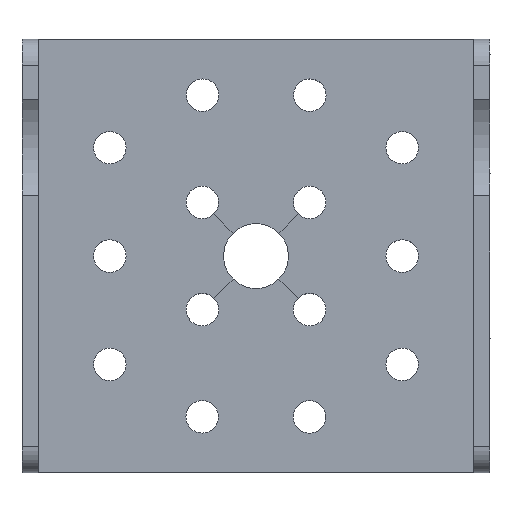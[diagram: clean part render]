
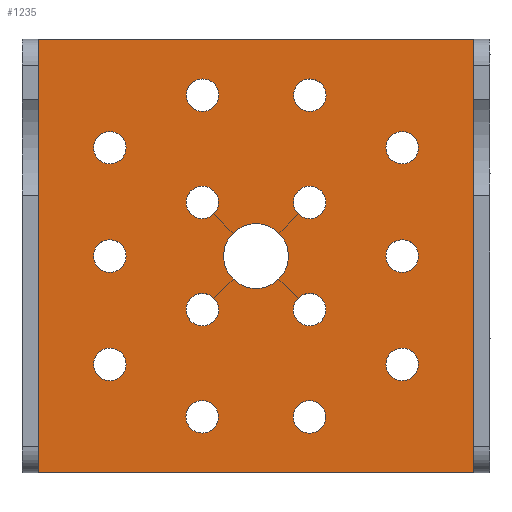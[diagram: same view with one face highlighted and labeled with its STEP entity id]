
A CAD part, top view. The second image highlights one B-rep face of the part: STEP entity #1235.
In plain terms, the highlighted planar face has unit normal (0, 0, 1).
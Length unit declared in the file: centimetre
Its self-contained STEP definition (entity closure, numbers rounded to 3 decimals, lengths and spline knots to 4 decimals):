
#24=PLANE($,#1351);
#46=LINE($,#1882,#130);
#50=LINE($,#1891,#134);
#54=LINE($,#1901,#138);
#55=LINE($,#1903,#139);
#59=LINE($,#1912,#143);
#63=LINE($,#1924,#147);
#66=LINE($,#1931,#150);
#70=LINE($,#1943,#154);
#73=LINE($,#1950,#157);
#77=LINE($,#1962,#161);
#80=LINE($,#1969,#164);
#83=LINE($,#1976,#167);
#130=VECTOR($,#1503,1.);
#134=VECTOR($,#1511,1.);
#138=VECTOR($,#1521,1.);
#139=VECTOR($,#1524,1.);
#143=VECTOR($,#1530,1.);
#147=VECTOR($,#1542,1.);
#150=VECTOR($,#1553,1.);
#154=VECTOR($,#1565,1.);
#157=VECTOR($,#1576,1.);
#161=VECTOR($,#1588,1.);
#164=VECTOR($,#1599,1.);
#167=VECTOR($,#1610,1.);
#221=FACE_BOUND($,#385,.T.);
#222=FACE_BOUND($,#386,.T.);
#223=FACE_BOUND($,#387,.T.);
#224=FACE_BOUND($,#388,.T.);
#225=FACE_BOUND($,#389,.T.);
#226=FACE_BOUND($,#390,.T.);
#227=FACE_BOUND($,#391,.T.);
#228=FACE_BOUND($,#392,.T.);
#229=FACE_BOUND($,#393,.T.);
#230=FACE_BOUND($,#394,.T.);
#231=FACE_BOUND($,#395,.T.);
#232=FACE_BOUND($,#396,.T.);
#385=EDGE_LOOP($,(#945));
#386=EDGE_LOOP($,(#946));
#387=EDGE_LOOP($,(#947));
#388=EDGE_LOOP($,(#948));
#389=EDGE_LOOP($,(#949));
#390=EDGE_LOOP($,(#950));
#391=EDGE_LOOP($,(#951));
#392=EDGE_LOOP($,(#952));
#393=EDGE_LOOP($,(#953));
#394=EDGE_LOOP($,(#954));
#395=EDGE_LOOP($,(#955,#956,#957,#958,#959,#960,#961,#962,#963,#964,#965,
#966,#967,#968,#969,#970));
#396=EDGE_LOOP($,(#971,#972,#973,#974));
#476=CIRCLE($,#1281,0.15);
#478=CIRCLE($,#1284,0.15);
#480=CIRCLE($,#1287,0.15);
#482=CIRCLE($,#1290,0.15);
#484=CIRCLE($,#1293,0.15);
#486=CIRCLE($,#1296,0.15);
#487=CIRCLE($,#1298,0.15);
#489=CIRCLE($,#1301,0.15);
#491=CIRCLE($,#1304,0.15);
#493=CIRCLE($,#1307,0.15);
#500=CIRCLE($,#1322,0.3);
#502=CIRCLE($,#1326,0.15);
#504=CIRCLE($,#1330,0.3);
#506=CIRCLE($,#1334,0.15);
#508=CIRCLE($,#1338,0.3);
#510=CIRCLE($,#1342,0.15);
#512=CIRCLE($,#1346,0.3);
#514=CIRCLE($,#1350,0.15);
#558=VERTEX_POINT($,#1822);
#560=VERTEX_POINT($,#1827);
#562=VERTEX_POINT($,#1832);
#564=VERTEX_POINT($,#1837);
#566=VERTEX_POINT($,#1842);
#568=VERTEX_POINT($,#1847);
#569=VERTEX_POINT($,#1850);
#571=VERTEX_POINT($,#1855);
#573=VERTEX_POINT($,#1860);
#575=VERTEX_POINT($,#1865);
#581=VERTEX_POINT($,#1879);
#582=VERTEX_POINT($,#1881);
#585=VERTEX_POINT($,#1889);
#588=VERTEX_POINT($,#1899);
#591=VERTEX_POINT($,#1909);
#592=VERTEX_POINT($,#1911);
#594=VERTEX_POINT($,#1917);
#596=VERTEX_POINT($,#1923);
#598=VERTEX_POINT($,#1936);
#600=VERTEX_POINT($,#1942);
#602=VERTEX_POINT($,#1955);
#604=VERTEX_POINT($,#1961);
#668=EDGE_CURVE($,#558,#558,#476,.T.);
#670=EDGE_CURVE($,#560,#560,#478,.T.);
#672=EDGE_CURVE($,#562,#562,#480,.T.);
#674=EDGE_CURVE($,#564,#564,#482,.T.);
#676=EDGE_CURVE($,#566,#566,#484,.T.);
#678=EDGE_CURVE($,#568,#568,#486,.T.);
#679=EDGE_CURVE($,#569,#569,#487,.T.);
#681=EDGE_CURVE($,#571,#571,#489,.T.);
#683=EDGE_CURVE($,#573,#573,#491,.T.);
#685=EDGE_CURVE($,#575,#575,#493,.T.);
#692=EDGE_CURVE($,#582,#581,#46,.T.);
#697=EDGE_CURVE($,#581,#585,#50,.F.);
#702=EDGE_CURVE($,#585,#588,#54,.T.);
#703=EDGE_CURVE($,#588,#582,#55,.F.);
#707=EDGE_CURVE($,#592,#591,#59,.T.);
#710=EDGE_CURVE($,#594,#592,#500,.T.);
#713=EDGE_CURVE($,#596,#594,#63,.T.);
#716=EDGE_CURVE($,#596,#596,#502,.T.);
#718=EDGE_CURVE($,#594,#596,#66,.T.);
#721=EDGE_CURVE($,#598,#594,#504,.T.);
#724=EDGE_CURVE($,#600,#598,#70,.T.);
#727=EDGE_CURVE($,#600,#600,#506,.T.);
#729=EDGE_CURVE($,#598,#600,#73,.T.);
#732=EDGE_CURVE($,#602,#598,#508,.T.);
#735=EDGE_CURVE($,#604,#602,#77,.T.);
#738=EDGE_CURVE($,#604,#604,#510,.T.);
#740=EDGE_CURVE($,#602,#604,#80,.T.);
#743=EDGE_CURVE($,#592,#602,#512,.T.);
#745=EDGE_CURVE($,#591,#592,#83,.T.);
#748=EDGE_CURVE($,#591,#591,#514,.T.);
#945=ORIENTED_EDGE($,*,*,#668,.T.);
#946=ORIENTED_EDGE($,*,*,#670,.T.);
#947=ORIENTED_EDGE($,*,*,#672,.T.);
#948=ORIENTED_EDGE($,*,*,#674,.T.);
#949=ORIENTED_EDGE($,*,*,#676,.T.);
#950=ORIENTED_EDGE($,*,*,#678,.T.);
#951=ORIENTED_EDGE($,*,*,#679,.T.);
#952=ORIENTED_EDGE($,*,*,#681,.T.);
#953=ORIENTED_EDGE($,*,*,#683,.T.);
#954=ORIENTED_EDGE($,*,*,#685,.T.);
#955=ORIENTED_EDGE($,*,*,#748,.T.);
#956=ORIENTED_EDGE($,*,*,#745,.T.);
#957=ORIENTED_EDGE($,*,*,#743,.T.);
#958=ORIENTED_EDGE($,*,*,#740,.T.);
#959=ORIENTED_EDGE($,*,*,#738,.T.);
#960=ORIENTED_EDGE($,*,*,#735,.T.);
#961=ORIENTED_EDGE($,*,*,#732,.T.);
#962=ORIENTED_EDGE($,*,*,#729,.T.);
#963=ORIENTED_EDGE($,*,*,#727,.T.);
#964=ORIENTED_EDGE($,*,*,#724,.T.);
#965=ORIENTED_EDGE($,*,*,#721,.T.);
#966=ORIENTED_EDGE($,*,*,#718,.T.);
#967=ORIENTED_EDGE($,*,*,#716,.T.);
#968=ORIENTED_EDGE($,*,*,#713,.T.);
#969=ORIENTED_EDGE($,*,*,#710,.T.);
#970=ORIENTED_EDGE($,*,*,#707,.T.);
#971=ORIENTED_EDGE($,*,*,#702,.T.);
#972=ORIENTED_EDGE($,*,*,#703,.T.);
#973=ORIENTED_EDGE($,*,*,#692,.T.);
#974=ORIENTED_EDGE($,*,*,#697,.T.);
#1235=ADVANCED_FACE($,(#221,#222,#223,#224,#225,#226,#227,#228,#229,#230,
#231,#232),#24,.T.);
#1281=AXIS2_PLACEMENT_3D($,#1823,#1436,#1437);
#1284=AXIS2_PLACEMENT_3D($,#1828,#1442,#1443);
#1287=AXIS2_PLACEMENT_3D($,#1833,#1448,#1449);
#1290=AXIS2_PLACEMENT_3D($,#1838,#1454,#1455);
#1293=AXIS2_PLACEMENT_3D($,#1843,#1460,#1461);
#1296=AXIS2_PLACEMENT_3D($,#1848,#1466,#1467);
#1298=AXIS2_PLACEMENT_3D($,#1851,#1470,#1471);
#1301=AXIS2_PLACEMENT_3D($,#1856,#1476,#1477);
#1304=AXIS2_PLACEMENT_3D($,#1861,#1482,#1483);
#1307=AXIS2_PLACEMENT_3D($,#1866,#1488,#1489);
#1322=AXIS2_PLACEMENT_3D($,#1918,#1536,#1537);
#1326=AXIS2_PLACEMENT_3D($,#1928,#1548,#1549);
#1330=AXIS2_PLACEMENT_3D($,#1937,#1559,#1560);
#1334=AXIS2_PLACEMENT_3D($,#1947,#1571,#1572);
#1338=AXIS2_PLACEMENT_3D($,#1956,#1582,#1583);
#1342=AXIS2_PLACEMENT_3D($,#1966,#1594,#1595);
#1346=AXIS2_PLACEMENT_3D($,#1973,#1605,#1606);
#1350=AXIS2_PLACEMENT_3D($,#1980,#1616,#1617);
#1351=AXIS2_PLACEMENT_3D($,#1981,#1618,#1619);
#1436=DIRECTION('center_axis',(0.,0.,-1.));
#1437=DIRECTION('ref_axis',(1.,0.,0.));
#1442=DIRECTION('center_axis',(0.,0.,-1.));
#1443=DIRECTION('ref_axis',(1.,0.,0.));
#1448=DIRECTION('center_axis',(0.,0.,-1.));
#1449=DIRECTION('ref_axis',(1.,0.,0.));
#1454=DIRECTION('center_axis',(0.,0.,-1.));
#1455=DIRECTION('ref_axis',(1.,0.,0.));
#1460=DIRECTION('center_axis',(0.,0.,-1.));
#1461=DIRECTION('ref_axis',(1.,0.,0.));
#1466=DIRECTION('center_axis',(0.,0.,-1.));
#1467=DIRECTION('ref_axis',(1.,0.,0.));
#1470=DIRECTION('center_axis',(0.,0.,-1.));
#1471=DIRECTION('ref_axis',(0.001,1.,0.));
#1476=DIRECTION('center_axis',(0.,0.,-1.));
#1477=DIRECTION('ref_axis',(0.001,1.,0.));
#1482=DIRECTION('center_axis',(0.,0.,-1.));
#1483=DIRECTION('ref_axis',(0.001,1.,0.));
#1488=DIRECTION('center_axis',(0.,0.,-1.));
#1489=DIRECTION('ref_axis',(0.001,1.,0.));
#1503=DIRECTION($,(0.,1.,0.));
#1511=DIRECTION($,(1.,0.,0.));
#1521=DIRECTION($,(0.,-1.,0.));
#1524=DIRECTION($,(-1.,0.,0.));
#1530=DIRECTION($,(-0.707,0.707,0.));
#1536=DIRECTION('center_axis',(0.,0.,-1.));
#1537=DIRECTION('ref_axis',(1.,0.,0.));
#1542=DIRECTION($,(0.707,0.707,0.));
#1548=DIRECTION('center_axis',(0.,0.,-1.));
#1549=DIRECTION('ref_axis',(1.,0.,0.));
#1553=DIRECTION($,(-0.707,-0.707,0.));
#1559=DIRECTION('center_axis',(0.,0.,-1.));
#1560=DIRECTION('ref_axis',(1.,0.,0.));
#1565=DIRECTION($,(-0.707,0.707,0.));
#1571=DIRECTION('center_axis',(0.,0.,-1.));
#1572=DIRECTION('ref_axis',(1.,0.,0.));
#1576=DIRECTION($,(0.707,-0.707,0.));
#1582=DIRECTION('center_axis',(0.,0.,-1.));
#1583=DIRECTION('ref_axis',(1.,0.,0.));
#1588=DIRECTION($,(-0.707,-0.707,0.));
#1594=DIRECTION('center_axis',(0.,0.,-1.));
#1595=DIRECTION('ref_axis',(1.,0.,0.));
#1599=DIRECTION($,(0.707,0.707,0.));
#1605=DIRECTION('center_axis',(0.,0.,-1.));
#1606=DIRECTION('ref_axis',(1.,0.,0.));
#1610=DIRECTION($,(0.707,-0.707,0.));
#1616=DIRECTION('center_axis',(0.,0.,-1.));
#1617=DIRECTION('ref_axis',(1.,0.,0.));
#1618=DIRECTION('center_axis',(0.,0.,1.));
#1619=DIRECTION('ref_axis',(1.,0.,0.));
#1822=CARTESIAN_POINT('',(-1.5,1.,0.15));
#1823=CARTESIAN_POINT('Origin',(-1.35,1.,0.15));
#1827=CARTESIAN_POINT('',(-1.5,0.,0.15));
#1828=CARTESIAN_POINT('Origin',(-1.35,0.,0.15));
#1832=CARTESIAN_POINT('',(-1.5,-1.,0.15));
#1833=CARTESIAN_POINT('Origin',(-1.35,-1.,0.15));
#1837=CARTESIAN_POINT('',(1.35,0.85,0.15));
#1838=CARTESIAN_POINT('Origin',(1.35,1.,0.15));
#1842=CARTESIAN_POINT('',(1.2,-1.,0.15));
#1843=CARTESIAN_POINT('Origin',(1.35,-1.,0.15));
#1847=CARTESIAN_POINT('',(1.2,0.,0.15));
#1848=CARTESIAN_POINT('Origin',(1.35,0.,0.15));
#1850=CARTESIAN_POINT('',(-0.4936,1.3354,0.15));
#1851=CARTESIAN_POINT('Origin',(-0.4934,1.4854,0.15));
#1855=CARTESIAN_POINT('',(0.4963,1.3344,0.15));
#1856=CARTESIAN_POINT('Origin',(0.4965,1.4844,0.15));
#1860=CARTESIAN_POINT('',(0.4933,-1.6354,0.15));
#1861=CARTESIAN_POINT('Origin',(0.4935,-1.4854,0.15));
#1865=CARTESIAN_POINT('',(-0.4966,-1.6344,0.15));
#1866=CARTESIAN_POINT('Origin',(-0.4964,-1.4844,0.15));
#1879=CARTESIAN_POINT('',(2.16,2.,0.15));
#1881=CARTESIAN_POINT('',(2.16,-2.,0.15));
#1882=CARTESIAN_POINT($,(2.16,0.,0.15));
#1889=CARTESIAN_POINT('',(-2.16,2.,0.15));
#1891=CARTESIAN_POINT($,(1.08,2.,0.15));
#1899=CARTESIAN_POINT('',(-2.16,-2.,0.15));
#1901=CARTESIAN_POINT($,(-2.16,1.,0.15));
#1903=CARTESIAN_POINT($,(-1.08,-2.,0.15));
#1909=CARTESIAN_POINT('',(-0.3889,0.3889,0.15));
#1911=CARTESIAN_POINT('',(-0.2121,0.2121,0.15));
#1912=CARTESIAN_POINT($,(0.,0.,0.15));
#1917=CARTESIAN_POINT('',(-0.2121,-0.2121,0.15));
#1918=CARTESIAN_POINT('Origin',(0.,0.,0.15));
#1923=CARTESIAN_POINT('',(-0.3889,-0.3889,0.15));
#1924=CARTESIAN_POINT($,(0.,0.,0.15));
#1928=CARTESIAN_POINT('Origin',(-0.495,-0.495,0.15));
#1931=CARTESIAN_POINT($,(0.,0.,0.15));
#1936=CARTESIAN_POINT('',(0.2121,-0.2121,0.15));
#1937=CARTESIAN_POINT('Origin',(0.,0.,0.15));
#1942=CARTESIAN_POINT('',(0.3889,-0.3889,0.15));
#1943=CARTESIAN_POINT($,(0.,0.,0.15));
#1947=CARTESIAN_POINT('Origin',(0.495,-0.495,0.15));
#1950=CARTESIAN_POINT($,(0.,0.,0.15));
#1955=CARTESIAN_POINT('',(0.2121,0.2121,0.15));
#1956=CARTESIAN_POINT('Origin',(0.,0.,0.15));
#1961=CARTESIAN_POINT('',(0.3889,0.3889,0.15));
#1962=CARTESIAN_POINT($,(0.,0.,0.15));
#1966=CARTESIAN_POINT('Origin',(0.495,0.495,0.15));
#1969=CARTESIAN_POINT($,(0.,0.,0.15));
#1973=CARTESIAN_POINT('Origin',(0.,0.,0.15));
#1976=CARTESIAN_POINT($,(0.,0.,0.15));
#1980=CARTESIAN_POINT('Origin',(-0.495,0.495,0.15));
#1981=CARTESIAN_POINT('Origin',(0.,0.,0.15));
